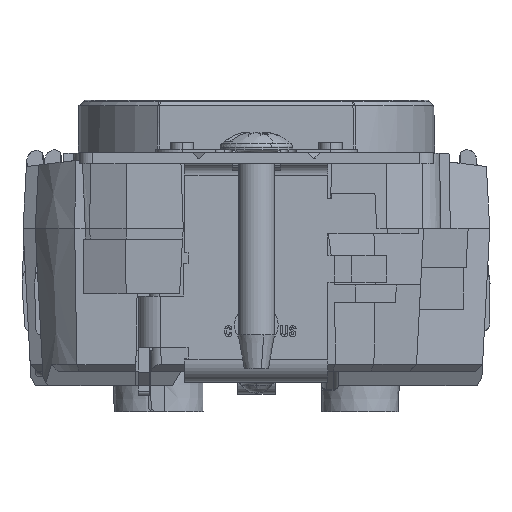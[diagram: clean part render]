
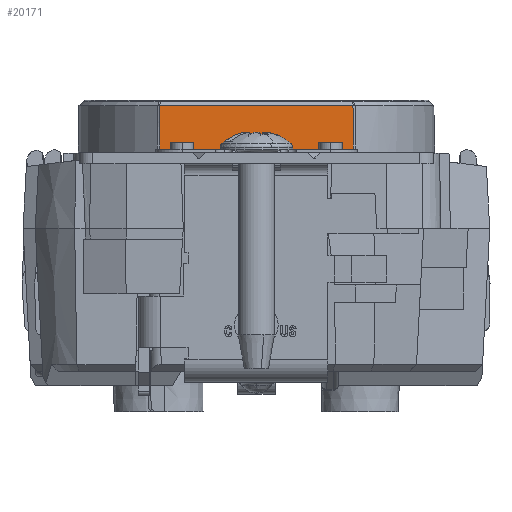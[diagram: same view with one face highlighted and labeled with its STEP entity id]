
A CAD part, front view. The second image highlights one B-rep face of the part: STEP entity #20171.
In plain terms, the highlighted planar face has unit normal (0, -1, 0.018).
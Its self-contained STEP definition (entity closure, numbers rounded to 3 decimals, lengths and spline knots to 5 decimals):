
#319 = CARTESIAN_POINT ( 'NONE',  ( 0., -1.3175, 0.809 ) ) ;
#2396 = CARTESIAN_POINT ( 'NONE',  ( 0., -1.3175, 0.809 ) ) ;
#3507 = B_SPLINE_CURVE_WITH_KNOTS ( 'NONE', 3,
 ( #90690, #161217, #212959, #230564, #91842, #197642, #55426 ),
 .UNSPECIFIED., .F., .F.,
 ( 4, 3, 4 ),
 ( 0., 0.00223, 0.00446 ),
 .UNSPECIFIED. ) ;
#5499 = VECTOR ( 'NONE', #173012, 39.37008 ) ;
#7080 = EDGE_CURVE ( 'NONE', #172868, #199534, #94239, .T. ) ;
#14504 = LINE ( 'NONE', #319, #73407 ) ;
#18860 = FACE_OUTER_BOUND ( 'NONE', #166859, .T. ) ;
#20171 = ADVANCED_FACE ( 'NONE', ( #18860 ), #180977, .T. ) ;
#26281 = ORIENTED_EDGE ( 'NONE', *, *, #115069, .T. ) ;
#37970 = CARTESIAN_POINT ( 'NONE',  ( -0.35878, -1.31648, 0.86753 ) ) ;
#46106 = VERTEX_POINT ( 'NONE', #88954 ) ;
#52476 = CARTESIAN_POINT ( 'NONE',  ( -0.35816, -1.31443, 0.98465 ) ) ;
#55426 = CARTESIAN_POINT ( 'NONE',  ( 0.35816, -1.31443, 0.98465 ) ) ;
#56398 = DIRECTION ( 'NONE',  ( 0., -1., 0.017 ) ) ;
#67830 = ORIENTED_EDGE ( 'NONE', *, *, #7080, .T. ) ;
#68667 = VECTOR ( 'NONE', #202324, 39.37008 ) ;
#70423 = VERTEX_POINT ( 'NONE', #194827 ) ;
#71974 = DIRECTION ( 'NONE',  ( 1., 0., 0. ) ) ;
#73407 = VECTOR ( 'NONE', #71974, 39.37008 ) ;
#75547 = CARTESIAN_POINT ( 'NONE',  ( -0.35832, -1.31495, 0.95536 ) ) ;
#80152 = CARTESIAN_POINT ( 'NONE',  ( -0.35894, -1.31699, 0.83827 ) ) ;
#80372 = DIRECTION ( 'NONE',  ( -1., 0., 0. ) ) ;
#88954 = CARTESIAN_POINT ( 'NONE',  ( 0.281, -1.3175, 0.809 ) ) ;
#90690 = CARTESIAN_POINT ( 'NONE',  ( 0.35909, -1.3175, 0.809 ) ) ;
#91761 = ORIENTED_EDGE ( 'NONE', *, *, #132919, .T. ) ;
#91842 = CARTESIAN_POINT ( 'NONE',  ( 0.35847, -1.31546, 0.92608 ) ) ;
#94239 = LINE ( 'NONE', #131794, #68667 ) ;
#96856 = LINE ( 'NONE', #184972, #182658 ) ;
#101354 = LINE ( 'NONE', #140059, #5499 ) ;
#110476 = DIRECTION ( 'NONE',  ( 0., -0.017, -1. ) ) ;
#111489 = VERTEX_POINT ( 'NONE', #52476 ) ;
#115069 = EDGE_CURVE ( 'NONE', #196199, #111489, #96856, .T. ) ;
#120795 = ORIENTED_EDGE ( 'NONE', *, *, #184775, .T. ) ;
#123833 = CARTESIAN_POINT ( 'NONE',  ( -0.35847, -1.31546, 0.92608 ) ) ;
#126652 = AXIS2_PLACEMENT_3D ( 'NONE', #2396, #56398, #110476 ) ;
#129971 = B_SPLINE_CURVE_WITH_KNOTS ( 'NONE', 3,
 ( #164869, #75547, #123833, #198970, #37970, #80152, #202411 ),
 .UNSPECIFIED., .F., .F.,
 ( 4, 3, 4 ),
 ( 0., 0.00223, 0.00446 ),
 .UNSPECIFIED. ) ;
#131794 = CARTESIAN_POINT ( 'NONE',  ( 0., -1.3175, 0.809 ) ) ;
#132919 = EDGE_CURVE ( 'NONE', #199534, #46106, #14504, .T. ) ;
#138307 = ORIENTED_EDGE ( 'NONE', *, *, #186401, .T. ) ;
#140059 = CARTESIAN_POINT ( 'NONE',  ( 0., -1.3175, 0.809 ) ) ;
#143780 = EDGE_CURVE ( 'NONE', #70423, #196199, #3507, .T. ) ;
#153643 = CARTESIAN_POINT ( 'NONE',  ( -0.281, -1.3175, 0.809 ) ) ;
#161217 = CARTESIAN_POINT ( 'NONE',  ( 0.35894, -1.31699, 0.83827 ) ) ;
#163367 = ORIENTED_EDGE ( 'NONE', *, *, #143780, .T. ) ;
#164869 = CARTESIAN_POINT ( 'NONE',  ( -0.35816, -1.31443, 0.98465 ) ) ;
#166859 = EDGE_LOOP ( 'NONE', ( #26281, #120795, #67830, #91761, #138307, #163367 ) ) ;
#172868 = VERTEX_POINT ( 'NONE', #230341 ) ;
#173012 = DIRECTION ( 'NONE',  ( 1., 0., 0. ) ) ;
#180977 = PLANE ( 'NONE',  #126652 ) ;
#182658 = VECTOR ( 'NONE', #80372, 39.37008 ) ;
#184775 = EDGE_CURVE ( 'NONE', #111489, #172868, #129971, .T. ) ;
#184972 = CARTESIAN_POINT ( 'NONE',  ( -0.36259, -1.31443, 0.98465 ) ) ;
#186401 = EDGE_CURVE ( 'NONE', #46106, #70423, #101354, .T. ) ;
#192024 = CARTESIAN_POINT ( 'NONE',  ( 0.35816, -1.31443, 0.98465 ) ) ;
#194827 = CARTESIAN_POINT ( 'NONE',  ( 0.35909, -1.3175, 0.809 ) ) ;
#196199 = VERTEX_POINT ( 'NONE', #192024 ) ;
#197642 = CARTESIAN_POINT ( 'NONE',  ( 0.35832, -1.31495, 0.95536 ) ) ;
#198970 = CARTESIAN_POINT ( 'NONE',  ( -0.35863, -1.31597, 0.8968 ) ) ;
#199534 = VERTEX_POINT ( 'NONE', #153643 ) ;
#202324 = DIRECTION ( 'NONE',  ( 1., 0., 0. ) ) ;
#202411 = CARTESIAN_POINT ( 'NONE',  ( -0.35909, -1.3175, 0.809 ) ) ;
#212959 = CARTESIAN_POINT ( 'NONE',  ( 0.35878, -1.31648, 0.86753 ) ) ;
#230341 = CARTESIAN_POINT ( 'NONE',  ( -0.35909, -1.3175, 0.809 ) ) ;
#230564 = CARTESIAN_POINT ( 'NONE',  ( 0.35863, -1.31597, 0.8968 ) ) ;
